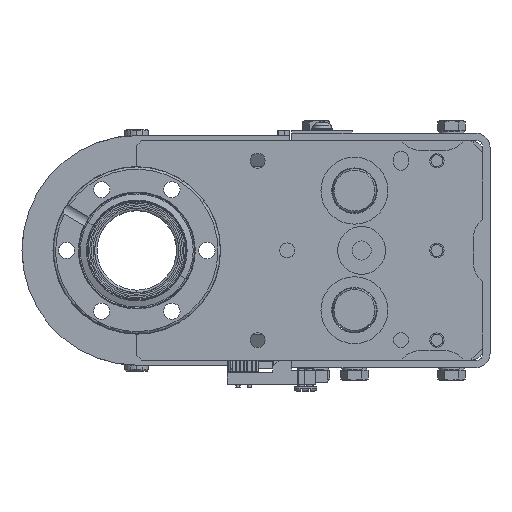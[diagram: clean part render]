
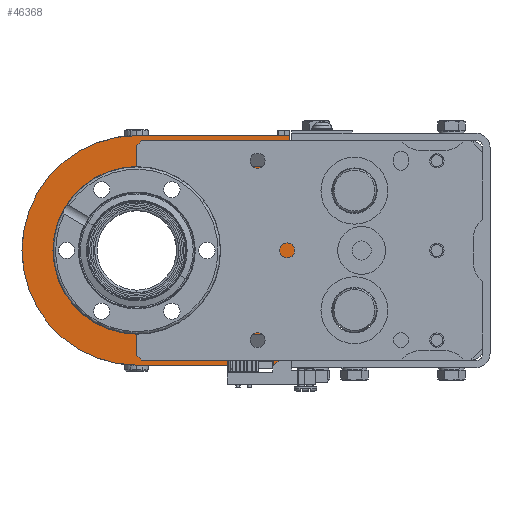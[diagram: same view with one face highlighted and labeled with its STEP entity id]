
A CAD part, front view. The second image highlights one B-rep face of the part: STEP entity #46368.
In plain terms, the highlighted planar face has unit normal (0, -1, 0).
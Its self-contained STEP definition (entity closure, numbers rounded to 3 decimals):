
#16858=DIRECTION('',(-1.,0.,0.));
#16859=VECTOR('',#16858,33.);
#16860=CARTESIAN_POINT('',(64.,794.424,-41.96));
#16861=LINE('',#16860,#16859);
#16874=DIRECTION('',(0.,0.,1.));
#16875=VECTOR('',#16874,6.);
#16876=CARTESIAN_POINT('',(64.,794.424,-47.96));
#16877=LINE('',#16876,#16875);
#16915=DIRECTION('',(1.,0.,0.));
#16916=VECTOR('',#16915,64.);
#16917=CARTESIAN_POINT('',(0.,794.424,-47.96));
#16918=LINE('',#16917,#16916);
#17263=DIRECTION('',(-1.,0.,0.));
#17264=VECTOR('',#17263,64.);
#17265=CARTESIAN_POINT('',(64.,794.424,48.04));
#17266=LINE('',#17265,#17264);
#17318=DIRECTION('',(0.,0.,1.));
#17319=VECTOR('',#17318,6.);
#17320=CARTESIAN_POINT('',(64.,794.424,42.04));
#17321=LINE('',#17320,#17319);
#17338=DIRECTION('',(1.,0.,0.));
#17339=VECTOR('',#17338,33.);
#17340=CARTESIAN_POINT('',(31.,794.424,42.04));
#17341=LINE('',#17340,#17339);
#17346=DIRECTION('',(0.,0.,1.));
#17347=VECTOR('',#17346,70.);
#17348=CARTESIAN_POINT('',(75.,794.424,-34.96));
#17349=LINE('',#17348,#17347);
#17350=DIRECTION('',(0.,0.,1.));
#17351=VECTOR('',#17350,7.);
#17352=CARTESIAN_POINT('',(31.,794.424,-41.96));
#17353=LINE('',#17352,#17351);
#17358=CARTESIAN_POINT('',(0.,794.424,
0.04));
#17359=DIRECTION('',(0.,1.,0.));
#17360=DIRECTION('',(0.,0.,-1.));
#17361=AXIS2_PLACEMENT_3D('',#17358,#17359,#17360);
#17363=CARTESIAN_POINT('',(0.,794.424,
0.04));
#17364=DIRECTION('',(0.,1.,0.));
#17365=DIRECTION('',(-1.,0.,0.));
#17366=AXIS2_PLACEMENT_3D('',#17363,#17364,#17365);
#17368=CARTESIAN_POINT('',(0.,794.424,
0.04));
#17369=DIRECTION('',(0.,-1.,0.));
#17370=DIRECTION('',(1.,0.,0.));
#17371=AXIS2_PLACEMENT_3D('',#17368,#17369,#17370);
#17373=CARTESIAN_POINT('',(0.,794.424,
0.04));
#17374=DIRECTION('',(0.,-1.,0.));
#17375=DIRECTION('',(-1.,0.,0.));
#17376=AXIS2_PLACEMENT_3D('',#17373,#17374,#17375);
#17378=DIRECTION('',(1.,0.,0.));
#17379=VECTOR('',#17378,44.);
#17380=CARTESIAN_POINT('',(31.,794.424,-34.96));
#17381=LINE('',#17380,#17379);
#17386=DIRECTION('',(0.,0.,1.));
#17387=VECTOR('',#17386,7.);
#17388=CARTESIAN_POINT('',(31.,794.424,35.04));
#17389=LINE('',#17388,#17387);
#17402=DIRECTION('',(-1.,0.,0.));
#17403=VECTOR('',#17402,44.);
#17404=CARTESIAN_POINT('',(75.,794.424,35.04));
#17405=LINE('',#17404,#17403);
#20055=CARTESIAN_POINT('',(35.05,794.424,0.04));
#20057=VERTEX_POINT('',#20055);
#20065=CARTESIAN_POINT('',(0.,794.424,48.04));
#20067=VERTEX_POINT('',#20065);
#20070=CARTESIAN_POINT('',(-48.,794.424,0.04));
#20072=VERTEX_POINT('',#20070);
#20078=CARTESIAN_POINT('',(0.,794.424,-47.96));
#20080=VERTEX_POINT('',#20078);
#20083=CARTESIAN_POINT('',(64.,794.424,-47.96));
#20084=CARTESIAN_POINT('',(64.,794.424,-41.96));
#20085=VERTEX_POINT('',#20083);
#20086=VERTEX_POINT('',#20084);
#20087=CARTESIAN_POINT('',(64.,794.424,48.04));
#20088=VERTEX_POINT('',#20087);
#20089=CARTESIAN_POINT('',(64.,794.424,42.04));
#20090=VERTEX_POINT('',#20089);
#20091=CARTESIAN_POINT('',(-35.05,794.424,0.04));
#20092=VERTEX_POINT('',#20091);
#20093=CARTESIAN_POINT('',(31.,794.424,-34.96));
#20094=CARTESIAN_POINT('',(75.,794.424,-34.96));
#20095=VERTEX_POINT('',#20093);
#20096=VERTEX_POINT('',#20094);
#20099=CARTESIAN_POINT('',(75.,794.424,35.04));
#20100=VERTEX_POINT('',#20099);
#20107=CARTESIAN_POINT('',(31.,794.424,-41.96));
#20108=VERTEX_POINT('',#20107);
#20177=CARTESIAN_POINT('',(31.,794.424,42.04));
#20178=VERTEX_POINT('',#20177);
#20179=CARTESIAN_POINT('',(31.,794.424,35.04));
#20180=VERTEX_POINT('',#20179);
#46339=CARTESIAN_POINT('',(13.5,794.424,0.04));
#46340=DIRECTION('',(0.,1.,0.));
#46341=DIRECTION('',(1.,0.,0.));
#46342=AXIS2_PLACEMENT_3D('',#46339,#46340,#46341);
#46343=PLANE('',#46342);
#46345=ORIENTED_EDGE('',*,*,#46344,.F.);
#46346=ORIENTED_EDGE('',*,*,#46331,.F.);
#46347=ORIENTED_EDGE('',*,*,#45710,.F.);
#46348=ORIENTED_EDGE('',*,*,#45731,.F.);
#46349=ORIENTED_EDGE('',*,*,#45775,.F.);
#46350=ORIENTED_EDGE('',*,*,#46135,.T.);
#46351=ORIENTED_EDGE('',*,*,#46157,.T.);
#46352=ORIENTED_EDGE('',*,*,#46216,.F.);
#46353=ORIENTED_EDGE('',*,*,#46279,.F.);
#46354=ORIENTED_EDGE('',*,*,#46297,.F.);
#46356=ORIENTED_EDGE('',*,*,#46355,.F.);
#46358=ORIENTED_EDGE('',*,*,#46357,.F.);
#46359=ORIENTED_EDGE('',*,*,#46313,.F.);
#46360=EDGE_LOOP('',(#46345,#46346,#46347,#46348,#46349,#46350,#46351,#46352,
#46353,#46354,#46356,#46358,#46359));
#46361=FACE_OUTER_BOUND('',#46360,.F.);
#46363=ORIENTED_EDGE('',*,*,#46362,.T.);
#46365=ORIENTED_EDGE('',*,*,#46364,.T.);
#46366=EDGE_LOOP('',(#46363,#46365));
#46367=FACE_BOUND('',#46366,.F.);
#17362=CIRCLE('',#17361,48.);
#17367=CIRCLE('',#17366,48.);
#17372=CIRCLE('',#17371,35.05);
#17377=CIRCLE('',#17376,35.05);
#45710=EDGE_CURVE('',#20086,#20108,#16861,.T.);
#45731=EDGE_CURVE('',#20085,#20086,#16877,.T.);
#45775=EDGE_CURVE('',#20080,#20085,#16918,.T.);
#46135=EDGE_CURVE('',#20080,#20072,#17362,.T.);
#46157=EDGE_CURVE('',#20072,#20067,#17367,.T.);
#46216=EDGE_CURVE('',#20088,#20067,#17266,.T.);
#46279=EDGE_CURVE('',#20090,#20088,#17321,.T.);
#46297=EDGE_CURVE('',#20178,#20090,#17341,.T.);
#46313=EDGE_CURVE('',#20096,#20100,#17349,.T.);
#46331=EDGE_CURVE('',#20108,#20095,#17353,.T.);
#46344=EDGE_CURVE('',#20095,#20096,#17381,.T.);
#46355=EDGE_CURVE('',#20180,#20178,#17389,.T.);
#46357=EDGE_CURVE('',#20100,#20180,#17405,.T.);
#46362=EDGE_CURVE('',#20057,#20092,#17372,.T.);
#46364=EDGE_CURVE('',#20092,#20057,#17377,.T.);
#46368=ADVANCED_FACE('',(#46361,#46367),#46343,.F.);
